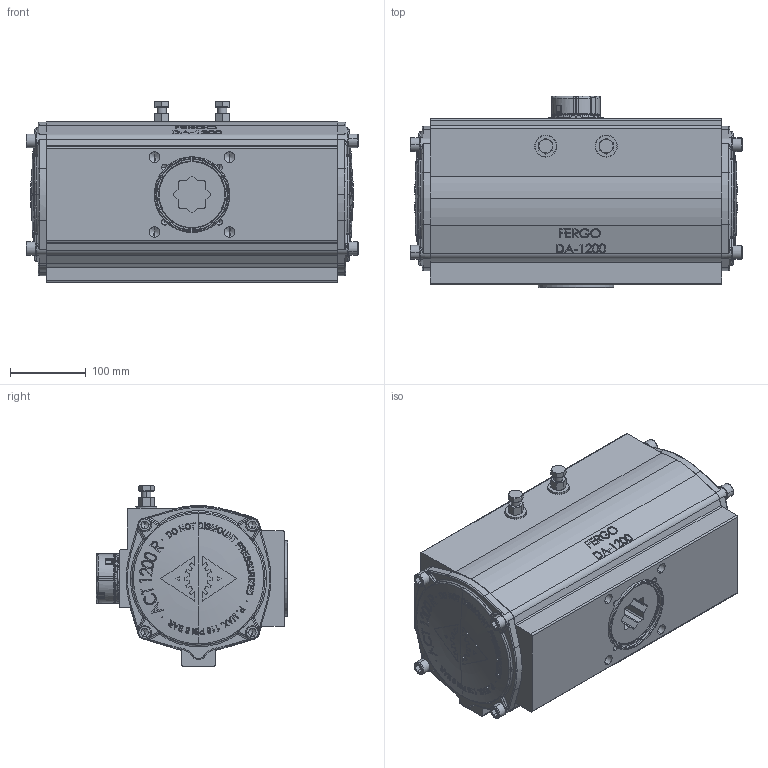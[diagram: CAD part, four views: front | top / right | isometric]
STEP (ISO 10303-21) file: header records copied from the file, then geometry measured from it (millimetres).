
FILE_DESCRIPTION (( 'STEP AP214' ), '1' );
FILE_NAME ('DA1200-Pneumatischer-Doppeltwirkend-Schwenkantrieb-Fergo.STEP', '2022-11-11T13:17:05', ( '' ), ( '' ), 'SwSTEP 2.0', 'SolidWorks 2022', '' );
FILE_SCHEMA (( 'AUTOMOTIVE_DESIGN' ));
Length unit declared in the file: millimetre
Products named in the file (1): DA1200-Pneumatischer-Doppeltwirkend-Schwenkantrieb-Fergo
Bounding box: 438.6 x 253.28 x 238.9 mm (x, y, z)
Volume: 5733053.5 mm3; surface area: 940392 mm2
Topology: 33 solids, 33 shells, 5476 faces, 14761 edges, 9430 vertices
Faces by surface type: plane 2822, cylinder 1117, bspline 744, cone 286, sphere 257, torus 250
Entity records: 232505 total; most frequent: CARTESIAN_POINT 96442, ORIENTED_EDGE 29144, DIRECTION 27976, EDGE_CURVE 14572, AXIS2_PLACEMENT_3D 10923, VERTEX_POINT 9417, CIRCLE 6190, VECTOR 6130
